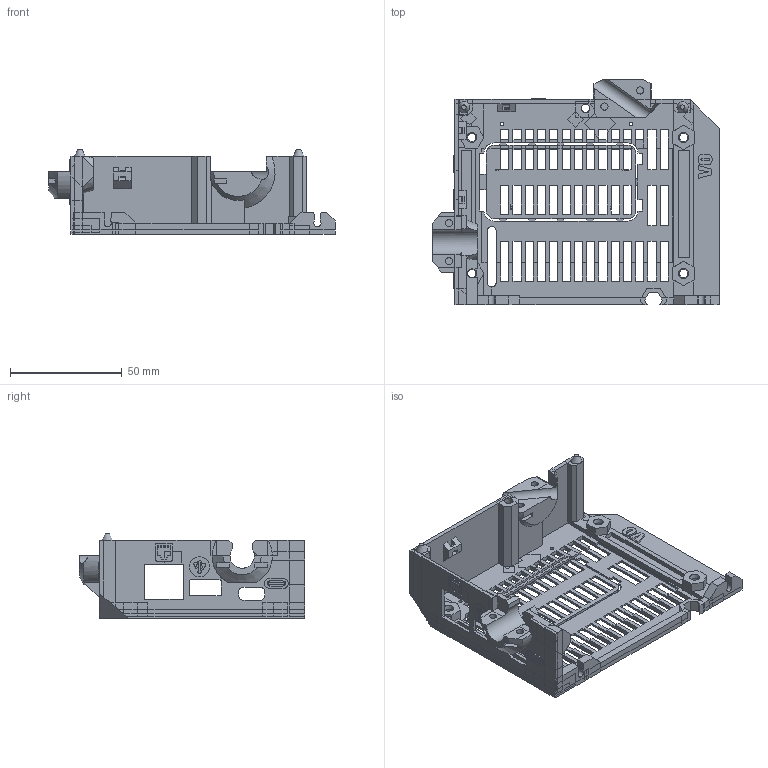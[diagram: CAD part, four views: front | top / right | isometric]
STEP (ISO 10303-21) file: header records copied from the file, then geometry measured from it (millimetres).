
FILE_DESCRIPTION(/* description */ ('FreeCAD Model'),/* implementation_level */ '2;1');
FILE_NAME(/* name */ 'Einsy-base_remix_v0.step',/* time_stamp */ '2025-08-29T04:39:36-03:00',/* author */ (''),/* organization */ (''),/* preprocessor_version */ 'ST-DEVELOPER v20.1',/* originating_system */ 'Autodesk Translation Framework v14.10.0.0',/* authorisation */ '');
FILE_SCHEMA (('AUTOMOTIVE_DESIGN { 1 0 10303 214 3 1 1 }'));
Length unit declared in the file: millimetre
Products named in the file (1): difference031
Bounding box: 128.5 x 101 x 38 mm (x, y, z)
Volume: 41233.7 mm3; surface area: 39107.2 mm2
Topology: 1 solids, 1 shells, 1816 faces, 4938 edges, 3024 vertices
Faces by surface type: plane 1680, cylinder 64, bspline 61, cone 11
Full cylindrical faces by diameter (mm): 1.6 x2, 2.2 x1, 3.2 x8, 3.6 x1, 3.8 x5, 6.4 x1
Entity records: 56494 total; most frequent: CARTESIAN_POINT 11197, ORIENTED_EDGE 9884, DIRECTION 8644, EDGE_CURVE 4942, LINE 4442, VECTOR 4442, VERTEX_POINT 3030, AXIS2_PLACEMENT_3D 2101
